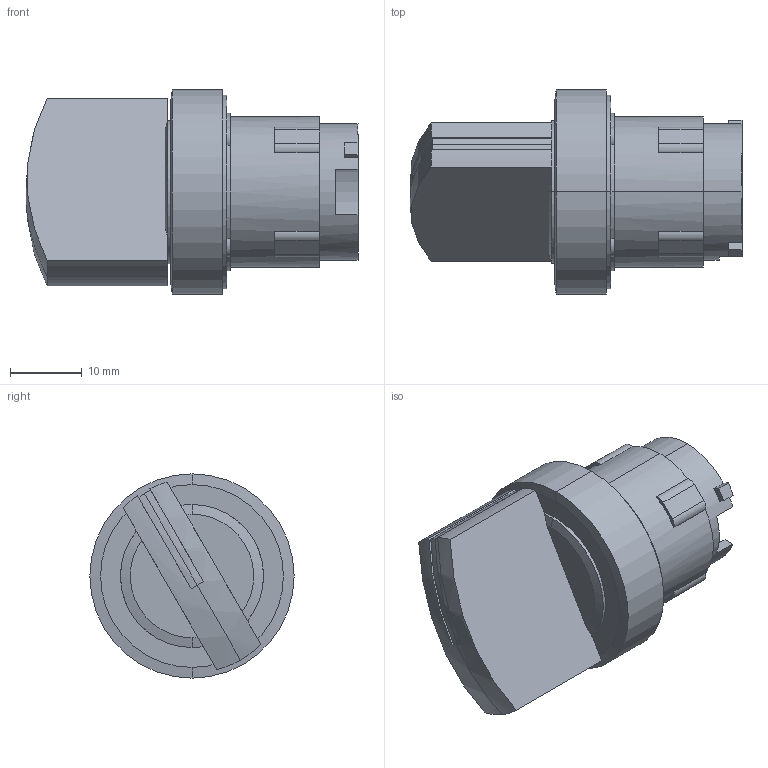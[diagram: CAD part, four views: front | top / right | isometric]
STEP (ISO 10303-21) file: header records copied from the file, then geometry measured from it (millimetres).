
FILE_DESCRIPTION(('starvars output'),'2;1');
FILE_NAME('ZB4BK1543_3D.stp','11:20:04 2020/03/31',( 'Thomas Industrial Network Germany GmbH'),( 'Thomas Industrial Network Germany GmbH'),'unknown preprocess','ACIS' ,'unknown authorization');
FILE_SCHEMA(('AUTOMOTIVE_DESIGN_CC2 {UNKNOWN IMPLEMENTATION LEVEL}'));
Length unit declared in the file: millimetre
Products named in the file (1): PRODUCT_ID_47
Bounding box: 46.3 x 28.5 x 28.5 mm (x, y, z)
Volume: 13848.7 mm3; surface area: 4726.8 mm2
Topology: 1 solids, 1 shells, 81 faces, 217 edges, 143 vertices
Faces by surface type: cylinder 36, plane 35, sphere 10
Entity records: 2917 total; most frequent: ORIENTED_EDGE 434, CARTESIAN_POINT 359, DIRECTION 340, EDGE_CURVE 217, VERTEX_POINT 143, AXIS2_PLACEMENT_3D 124, VECTOR 92, LINE 92
